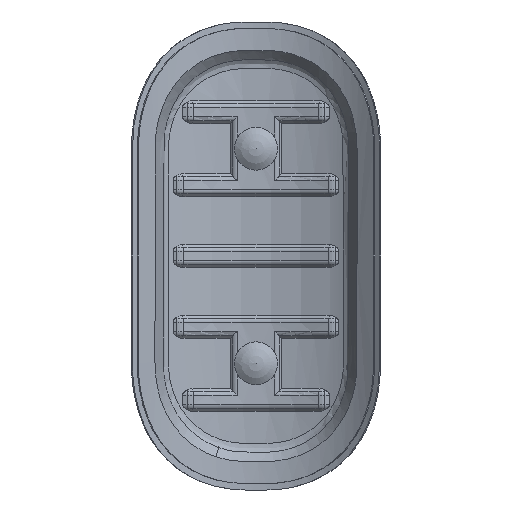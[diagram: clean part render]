
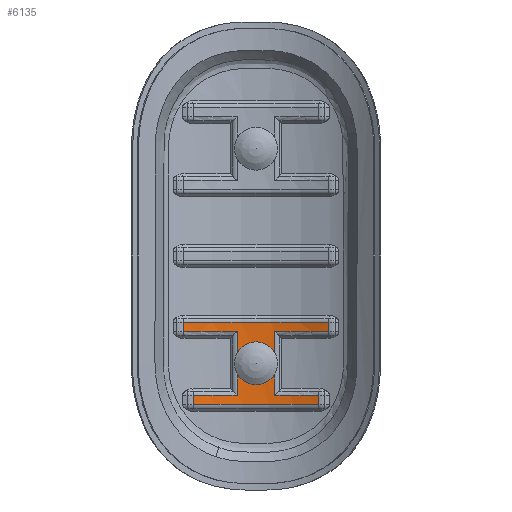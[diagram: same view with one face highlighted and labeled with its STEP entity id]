
A CAD part, front view. The second image highlights one B-rep face of the part: STEP entity #6135.
In plain terms, the highlighted cylindrical face has radius 83.3 mm (diameter 166.6 mm), a partial arc.
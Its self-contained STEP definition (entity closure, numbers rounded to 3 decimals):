
#6135=ADVANCED_FACE('',(#7626,#7627),#7320,.F.);
#7320=CYLINDRICAL_SURFACE('',#40031,83.3);
#7626=FACE_BOUND('',#9310,.T.);
#7627=FACE_BOUND('',#9311,.T.);
#9310=EDGE_LOOP('',(#19030,#19031,#19032,#19033,#19034,#19035,#19036,#19037,
#19038,#19039,#19040,#19041));
#9311=EDGE_LOOP('',(#19042));
#11428=B_SPLINE_CURVE_WITH_KNOTS('',3,(#73215,#73216,#73217,#73218,#73219,
#73220,#73221,#73222,#73223,#73224,#73225,#73226,#73227,#73228,#73229,#73230,
#73231,#73232),.UNSPECIFIED.,.T.,.F.,(2,2,2,2,2,2,2,2,2,2,2),(-0.125,0.,
0.125,0.25,0.375,0.5,0.625,0.75,0.875,1.,1.125),.UNSPECIFIED.);
#19030=ORIENTED_EDGE('',*,*,#29745,.T.);
#19031=ORIENTED_EDGE('',*,*,#29746,.T.);
#19032=ORIENTED_EDGE('',*,*,#29747,.F.);
#19033=ORIENTED_EDGE('',*,*,#29748,.T.);
#19034=ORIENTED_EDGE('',*,*,#29749,.T.);
#19035=ORIENTED_EDGE('',*,*,#29750,.T.);
#19036=ORIENTED_EDGE('',*,*,#29751,.T.);
#19037=ORIENTED_EDGE('',*,*,#29752,.T.);
#19038=ORIENTED_EDGE('',*,*,#29753,.F.);
#19039=ORIENTED_EDGE('',*,*,#29754,.T.);
#19040=ORIENTED_EDGE('',*,*,#29743,.T.);
#19041=ORIENTED_EDGE('',*,*,#29740,.T.);
#19042=ORIENTED_EDGE('',*,*,#29737,.T.);
#25185=VERTEX_POINT('',#73233);
#25187=VERTEX_POINT('',#73247);
#25188=VERTEX_POINT('',#73249);
#25189=VERTEX_POINT('',#73254);
#25190=VERTEX_POINT('',#73258);
#25191=VERTEX_POINT('',#73260);
#25192=VERTEX_POINT('',#73262);
#25193=VERTEX_POINT('',#73264);
#25194=VERTEX_POINT('',#73266);
#25195=VERTEX_POINT('',#73268);
#25196=VERTEX_POINT('',#73270);
#25197=VERTEX_POINT('',#73272);
#25198=VERTEX_POINT('',#73274);
#29737=EDGE_CURVE('',#25185,#25185,#11428,.T.);
#29740=EDGE_CURVE('',#25188,#25187,#32698,.T.);
#29743=EDGE_CURVE('',#25189,#25188,#34576,.T.);
#29745=EDGE_CURVE('',#25187,#25190,#34577,.T.);
#29746=EDGE_CURVE('',#25190,#25191,#32702,.T.);
#29747=EDGE_CURVE('',#25192,#25191,#34578,.T.);
#29748=EDGE_CURVE('',#25192,#25193,#32703,.T.);
#29749=EDGE_CURVE('',#25193,#25194,#34579,.T.);
#29750=EDGE_CURVE('',#25194,#25195,#32704,.T.);
#29751=EDGE_CURVE('',#25195,#25196,#34580,.T.);
#29752=EDGE_CURVE('',#25196,#25197,#32705,.T.);
#29753=EDGE_CURVE('',#25198,#25197,#34581,.T.);
#29754=EDGE_CURVE('',#25198,#25189,#32706,.T.);
#32698=CIRCLE('',#40020,83.3);
#32702=CIRCLE('',#40026,83.3);
#32703=CIRCLE('',#40027,83.3);
#32704=CIRCLE('',#40028,83.3);
#32705=CIRCLE('',#40029,83.3);
#32706=CIRCLE('',#40030,83.3);
#34576=LINE('',#73253,#36656);
#34577=LINE('',#73257,#36657);
#34578=LINE('',#73261,#36658);
#34579=LINE('',#73265,#36659);
#34580=LINE('',#73269,#36660);
#34581=LINE('',#73273,#36661);
#36656=VECTOR('',#48000,1.);
#36657=VECTOR('',#48005,1.);
#36658=VECTOR('',#48008,1.);
#36659=VECTOR('',#48011,1.);
#36660=VECTOR('',#48014,1.);
#36661=VECTOR('',#48017,1.);
#40020=AXIS2_PLACEMENT_3D('',#73248,#47992,#47993);
#40026=AXIS2_PLACEMENT_3D('',#73259,#48006,#48007);
#40027=AXIS2_PLACEMENT_3D('',#73263,#48009,#48010);
#40028=AXIS2_PLACEMENT_3D('',#73267,#48012,#48013);
#40029=AXIS2_PLACEMENT_3D('',#73271,#48015,#48016);
#40030=AXIS2_PLACEMENT_3D('',#73275,#48018,#48019);
#40031=AXIS2_PLACEMENT_3D('',#73276,#48020,#48021);
#47992=DIRECTION('',(0.,0.,-1.));
#47993=DIRECTION('',(-1.,0.,0.));
#48000=DIRECTION('',(0.,0.,-1.));
#48005=DIRECTION('',(0.,0.,-1.));
#48006=DIRECTION('',(0.,0.,1.));
#48007=DIRECTION('',(-1.,0.,0.));
#48008=DIRECTION('',(0.,0.,1.));
#48009=DIRECTION('',(0.,0.,-1.));
#48010=DIRECTION('',(-1.,0.,0.));
#48011=DIRECTION('',(0.,0.,1.));
#48012=DIRECTION('',(0.,0.,1.));
#48013=DIRECTION('',(-1.,0.,0.));
#48014=DIRECTION('',(0.,0.,1.));
#48015=DIRECTION('',(0.,0.,-1.));
#48016=DIRECTION('',(-1.,0.,0.));
#48017=DIRECTION('',(0.,0.,-1.));
#48018=DIRECTION('',(0.,0.,1.));
#48019=DIRECTION('',(-1.,0.,0.));
#48020=DIRECTION('',(0.,0.,-1.));
#48021=DIRECTION('',(-1.,0.,0.));
#73215=CARTESIAN_POINT('',(-1.801,83.302,-58.256));
#73216=CARTESIAN_POINT('',(-5.566,83.135,-56.264));
#73217=CARTESIAN_POINT('',(-6.952,83.012,-54.502));
#73218=CARTESIAN_POINT('',(-8.142,82.903,-50.445));
#73219=CARTESIAN_POINT('',(-7.982,82.922,-48.194));
#73220=CARTESIAN_POINT('',(-6.174,83.076,-44.398));
#73221=CARTESIAN_POINT('',(-4.473,83.204,-42.882));
#73222=CARTESIAN_POINT('',(-0.458,83.323,-41.564));
#73223=CARTESIAN_POINT('',(1.819,83.301,-41.754));
#73224=CARTESIAN_POINT('',(5.546,83.136,-43.725));
#73225=CARTESIAN_POINT('',(6.957,83.011,-45.514));
#73226=CARTESIAN_POINT('',(8.137,82.904,-49.537));
#73227=CARTESIAN_POINT('',(7.985,82.921,-51.796));
#73228=CARTESIAN_POINT('',(6.175,83.076,-55.603));
#73229=CARTESIAN_POINT('',(4.475,83.204,-57.118));
#73230=CARTESIAN_POINT('',(0.455,83.323,-58.437));
#73231=CARTESIAN_POINT('',(-1.801,83.302,-58.256));
#73232=CARTESIAN_POINT('',(-5.566,83.135,-56.264));
#73233=CARTESIAN_POINT('',(-3.684,83.219,-57.26));
#73247=CARTESIAN_POINT('',(-8.707,82.844,-35.172));
#73248=CARTESIAN_POINT('',(0.,0.,-35.172));
#73249=CARTESIAN_POINT('',(-33.713,76.173,-35.172));
#73253=CARTESIAN_POINT('',(-33.713,76.173,-27.));
#73254=CARTESIAN_POINT('',(-33.713,76.173,-30.828));
#73257=CARTESIAN_POINT('',(-8.707,82.844,-27.));
#73258=CARTESIAN_POINT('',(-8.707,82.844,-64.828));
#73259=CARTESIAN_POINT('',(0.,0.,-64.828));
#73260=CARTESIAN_POINT('',(-29.122,78.044,-64.828));
#73261=CARTESIAN_POINT('',(-29.122,78.044,-73.));
#73262=CARTESIAN_POINT('',(-29.122,78.044,-69.172));
#73263=CARTESIAN_POINT('',(0.,0.,-69.172));
#73264=CARTESIAN_POINT('',(29.122,78.044,-69.172));
#73265=CARTESIAN_POINT('',(29.122,78.044,-27.));
#73266=CARTESIAN_POINT('',(29.122,78.044,-64.828));
#73267=CARTESIAN_POINT('',(0.,0.,-64.828));
#73268=CARTESIAN_POINT('',(8.707,82.844,-64.828));
#73269=CARTESIAN_POINT('',(8.707,82.844,-27.));
#73270=CARTESIAN_POINT('',(8.707,82.844,-35.172));
#73271=CARTESIAN_POINT('',(0.,0.,-35.172));
#73272=CARTESIAN_POINT('',(33.713,76.173,-35.172));
#73273=CARTESIAN_POINT('',(33.713,76.173,-27.));
#73274=CARTESIAN_POINT('',(33.713,76.173,-30.828));
#73275=CARTESIAN_POINT('',(0.,0.,-30.828));
#73276=CARTESIAN_POINT('',(0.,0.,-27.));
